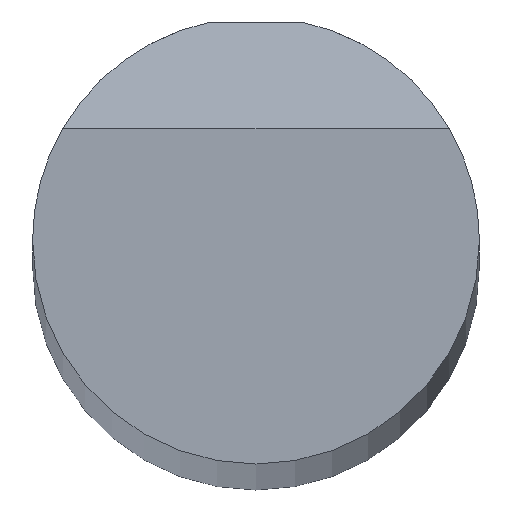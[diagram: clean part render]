
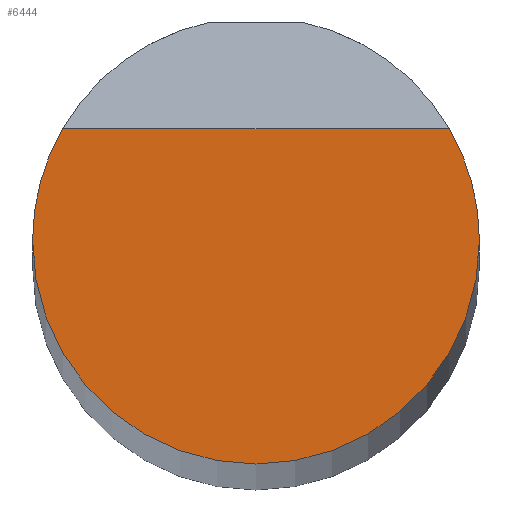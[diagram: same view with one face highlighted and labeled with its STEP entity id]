
A CAD part, top view. The second image highlights one B-rep face of the part: STEP entity #6444.
In plain terms, the highlighted planar face has unit normal (0, 0, 1).
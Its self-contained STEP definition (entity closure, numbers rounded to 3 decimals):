
#67 = ORIENTED_EDGE ( 'NONE', *, *, #4360, .F. ) ;
#977 = CIRCLE ( 'NONE', #2319, 15. ) ;
#1043 = DIRECTION ( 'NONE',  ( 0., 0., 1. ) ) ;
#1066 = DIRECTION ( 'NONE',  ( 1., 0., 0. ) ) ;
#1186 = CARTESIAN_POINT ( 'NONE',  ( 12.978, 7.521, 999.4 ) ) ;
#1618 = EDGE_CURVE ( 'NONE', #11537, #2639, #977, .T. ) ;
#2230 = FACE_OUTER_BOUND ( 'NONE', #9220, .T. ) ;
#2319 = AXIS2_PLACEMENT_3D ( 'NONE', #3138, #8443, #10468 ) ;
#2639 = VERTEX_POINT ( 'NONE', #2944 ) ;
#2944 = CARTESIAN_POINT ( 'NONE',  ( -15., 0., 999.4 ) ) ;
#3002 = CARTESIAN_POINT ( 'NONE',  ( 15., 0., 999.4 ) ) ;
#3138 = CARTESIAN_POINT ( 'NONE',  ( 0., 0., 999.4 ) ) ;
#3443 = EDGE_CURVE ( 'NONE', #11035, #7578, #11830, .T. ) ;
#3839 = DIRECTION ( 'NONE',  ( 0., 0., 1. ) ) ;
#4319 = AXIS2_PLACEMENT_3D ( 'NONE', #4750, #3839, #8874 ) ;
#4360 = EDGE_CURVE ( 'NONE', #11537, #7578, #11007, .T. ) ;
#4440 = ORIENTED_EDGE ( 'NONE', *, *, #1618, .T. ) ;
#4491 = AXIS2_PLACEMENT_3D ( 'NONE', #7489, #7764, #1066 ) ;
#4750 = CARTESIAN_POINT ( 'NONE',  ( 0., 0., 999.4 ) ) ;
#4805 = AXIS2_PLACEMENT_3D ( 'NONE', #7321, #1043, #8590 ) ;
#5066 = EDGE_CURVE ( 'NONE', #2639, #11035, #10332, .T. ) ;
#5582 = CARTESIAN_POINT ( 'NONE',  ( 15.001, 7.521, 999.4 ) ) ;
#6444 = ADVANCED_FACE ( 'NONE', ( #2230 ), #12757, .T. ) ;
#7321 = CARTESIAN_POINT ( 'NONE',  ( 0., 0., 999.4 ) ) ;
#7489 = CARTESIAN_POINT ( 'NONE',  ( 0., 0., 999.4 ) ) ;
#7578 = VERTEX_POINT ( 'NONE', #1186 ) ;
#7664 = ORIENTED_EDGE ( 'NONE', *, *, #5066, .T. ) ;
#7764 = DIRECTION ( 'NONE',  ( 0., 0., 1. ) ) ;
#8443 = DIRECTION ( 'NONE',  ( 0., 0., 1. ) ) ;
#8590 = DIRECTION ( 'NONE',  ( 1., 0., 0. ) ) ;
#8874 = DIRECTION ( 'NONE',  ( 1., 0., 0. ) ) ;
#9220 = EDGE_LOOP ( 'NONE', ( #4440, #7664, #13224, #67 ) ) ;
#9825 = DIRECTION ( 'NONE',  ( 1., 0., 0. ) ) ;
#10332 = CIRCLE ( 'NONE', #4319, 15. ) ;
#10468 = DIRECTION ( 'NONE',  ( 1., 0., 0. ) ) ;
#11007 = LINE ( 'NONE', #5582, #12702 ) ;
#11035 = VERTEX_POINT ( 'NONE', #3002 ) ;
#11537 = VERTEX_POINT ( 'NONE', #13496 ) ;
#11830 = CIRCLE ( 'NONE', #4491, 15. ) ;
#12702 = VECTOR ( 'NONE', #9825, 1000. ) ;
#12757 = PLANE ( 'NONE',  #4805 ) ;
#13224 = ORIENTED_EDGE ( 'NONE', *, *, #3443, .T. ) ;
#13496 = CARTESIAN_POINT ( 'NONE',  ( -12.978, 7.521, 999.4 ) ) ;
